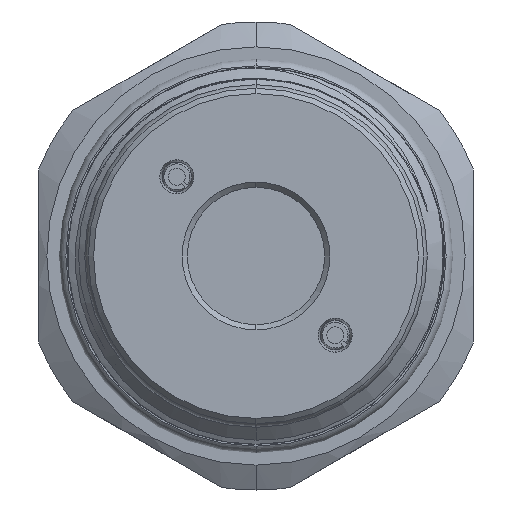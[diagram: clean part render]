
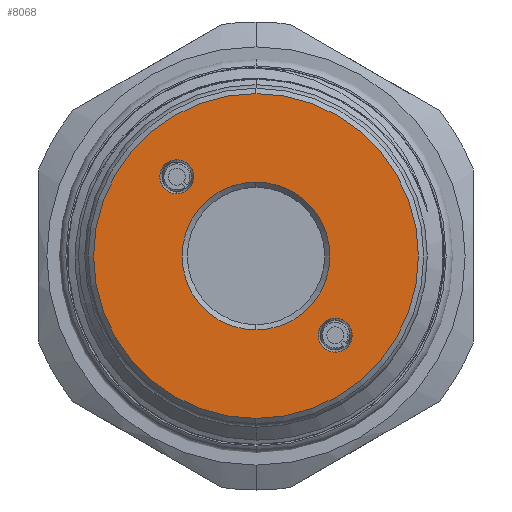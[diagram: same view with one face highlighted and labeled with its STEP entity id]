
A CAD part, left-side view. The second image highlights one B-rep face of the part: STEP entity #8068.
In plain terms, the highlighted planar face has unit normal (-1, 0, 0).
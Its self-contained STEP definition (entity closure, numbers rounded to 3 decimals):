
#308 = DIRECTION ( 'NONE',  ( 0., 0., -1. ) ) ;
#457 = VERTEX_POINT ( 'NONE', #12874 ) ;
#712 = DIRECTION ( 'NONE',  ( -1., 0., 0. ) ) ;
#765 = DIRECTION ( 'NONE',  ( -1., 0., 0. ) ) ;
#842 = AXIS2_PLACEMENT_3D ( 'NONE', #12462, #13956, #4821 ) ;
#1019 = VERTEX_POINT ( 'NONE', #13255 ) ;
#1109 = DIRECTION ( 'NONE',  ( -1., 0., 0. ) ) ;
#1370 = VERTEX_POINT ( 'NONE', #4530 ) ;
#1841 = DIRECTION ( 'NONE',  ( 0., 0., -1. ) ) ;
#1901 = CARTESIAN_POINT ( 'NONE',  ( -7.9, -7.495, -7.495 ) ) ;
#2201 = CARTESIAN_POINT ( 'NONE',  ( -7.9, 0., 0. ) ) ;
#2212 = CARTESIAN_POINT ( 'NONE',  ( -7.9, -7.495, -9.11 ) ) ;
#2460 = DIRECTION ( 'NONE',  ( 0., 0., -1. ) ) ;
#2583 = CARTESIAN_POINT ( 'NONE',  ( -7.9, 0., -7. ) ) ;
#3474 = VERTEX_POINT ( 'NONE', #17688 ) ;
#3541 = DIRECTION ( 'NONE',  ( 0., 0., 1. ) ) ;
#3657 = CARTESIAN_POINT ( 'NONE',  ( -7.9, 7.495, 5.881 ) ) ;
#3815 = DIRECTION ( 'NONE',  ( 0., 0., 1. ) ) ;
#3922 = FACE_BOUND ( 'NONE', #13832, .T. ) ;
#4097 = CIRCLE ( 'NONE', #17405, 1.614 ) ;
#4530 = CARTESIAN_POINT ( 'NONE',  ( -7.9, 7.495, 9.11 ) ) ;
#4746 = CIRCLE ( 'NONE', #13876, 1.614 ) ;
#4821 = DIRECTION ( 'NONE',  ( 0., 0., -1. ) ) ;
#4841 = FACE_BOUND ( 'NONE', #9590, .T. ) ;
#5061 = DIRECTION ( 'NONE',  ( -1., 0., 0. ) ) ;
#5686 = PLANE ( 'NONE',  #8312 ) ;
#5757 = CARTESIAN_POINT ( 'NONE',  ( -7.9, 0., 0. ) ) ;
#6269 = ORIENTED_EDGE ( 'NONE', *, *, #9458, .T. ) ;
#6650 = DIRECTION ( 'NONE',  ( 0., 0., -1. ) ) ;
#7037 = VERTEX_POINT ( 'NONE', #2212 ) ;
#7077 = DIRECTION ( 'NONE',  ( 0., 0., -1. ) ) ;
#7281 = DIRECTION ( 'NONE',  ( 1., 0., 0. ) ) ;
#7410 = VERTEX_POINT ( 'NONE', #2583 ) ;
#7516 = ORIENTED_EDGE ( 'NONE', *, *, #11874, .T. ) ;
#7657 = CARTESIAN_POINT ( 'NONE',  ( -7.9, 0., 0. ) ) ;
#7663 = CARTESIAN_POINT ( 'NONE',  ( -7.9, -7.495, -5.881 ) ) ;
#7855 = DIRECTION ( 'NONE',  ( -1., 0., 0. ) ) ;
#7974 = ORIENTED_EDGE ( 'NONE', *, *, #11741, .T. ) ;
#8068 = ADVANCED_FACE ( 'NONE', ( #4841, #9810, #3922, #17796 ), #5686, .F. ) ;
#8312 = AXIS2_PLACEMENT_3D ( 'NONE', #5757, #7281, #7077 ) ;
#8594 = AXIS2_PLACEMENT_3D ( 'NONE', #18924, #9936, #2460 ) ;
#8850 = VERTEX_POINT ( 'NONE', #3657 ) ;
#8879 = EDGE_LOOP ( 'NONE', ( #18600, #17396 ) ) ;
#8972 = ORIENTED_EDGE ( 'NONE', *, *, #10816, .F. ) ;
#9087 = CIRCLE ( 'NONE', #18142, 15.375 ) ;
#9458 = EDGE_CURVE ( 'NONE', #457, #3474, #9087, .T. ) ;
#9590 = EDGE_LOOP ( 'NONE', ( #7516, #7974 ) ) ;
#9810 = FACE_OUTER_BOUND ( 'NONE', #18040, .T. ) ;
#9869 = CARTESIAN_POINT ( 'NONE',  ( -7.9, 7.495, 7.495 ) ) ;
#9936 = DIRECTION ( 'NONE',  ( -1., 0., 0. ) ) ;
#9998 = EDGE_CURVE ( 'NONE', #1370, #8850, #10686, .T. ) ;
#10686 = CIRCLE ( 'NONE', #17524, 1.614 ) ;
#10759 = EDGE_CURVE ( 'NONE', #3474, #457, #13504, .T. ) ;
#10816 = EDGE_CURVE ( 'NONE', #8850, #1370, #4097, .T. ) ;
#10930 = EDGE_CURVE ( 'NONE', #7037, #13704, #18899, .T. ) ;
#11030 = CARTESIAN_POINT ( 'NONE',  ( -7.9, 7.495, 7.495 ) ) ;
#11741 = EDGE_CURVE ( 'NONE', #7410, #1019, #17948, .T. ) ;
#11808 = CIRCLE ( 'NONE', #842, 7. ) ;
#11874 = EDGE_CURVE ( 'NONE', #1019, #7410, #11808, .T. ) ;
#11998 = DIRECTION ( 'NONE',  ( 1., 0., 0. ) ) ;
#12451 = EDGE_CURVE ( 'NONE', #13704, #7037, #4746, .T. ) ;
#12462 = CARTESIAN_POINT ( 'NONE',  ( -7.9, 0., 0. ) ) ;
#12874 = CARTESIAN_POINT ( 'NONE',  ( -7.9, 0., 15.375 ) ) ;
#13255 = CARTESIAN_POINT ( 'NONE',  ( -7.9, 0., 7. ) ) ;
#13378 = AXIS2_PLACEMENT_3D ( 'NONE', #2201, #712, #18525 ) ;
#13504 = CIRCLE ( 'NONE', #13378, 15.375 ) ;
#13631 = AXIS2_PLACEMENT_3D ( 'NONE', #13642, #11998, #308 ) ;
#13642 = CARTESIAN_POINT ( 'NONE',  ( -7.9, 0., 0. ) ) ;
#13704 = VERTEX_POINT ( 'NONE', #7663 ) ;
#13832 = EDGE_LOOP ( 'NONE', ( #16901, #8972 ) ) ;
#13876 = AXIS2_PLACEMENT_3D ( 'NONE', #1901, #5061, #6650 ) ;
#13956 = DIRECTION ( 'NONE',  ( 1., 0., 0. ) ) ;
#16465 = ORIENTED_EDGE ( 'NONE', *, *, #10759, .T. ) ;
#16901 = ORIENTED_EDGE ( 'NONE', *, *, #9998, .F. ) ;
#17396 = ORIENTED_EDGE ( 'NONE', *, *, #12451, .F. ) ;
#17405 = AXIS2_PLACEMENT_3D ( 'NONE', #9869, #1109, #3815 ) ;
#17524 = AXIS2_PLACEMENT_3D ( 'NONE', #11030, #765, #3541 ) ;
#17688 = CARTESIAN_POINT ( 'NONE',  ( -7.9, 0., -15.375 ) ) ;
#17796 = FACE_BOUND ( 'NONE', #8879, .T. ) ;
#17948 = CIRCLE ( 'NONE', #13631, 7. ) ;
#18040 = EDGE_LOOP ( 'NONE', ( #16465, #6269 ) ) ;
#18142 = AXIS2_PLACEMENT_3D ( 'NONE', #7657, #7855, #1841 ) ;
#18525 = DIRECTION ( 'NONE',  ( 0., 0., -1. ) ) ;
#18600 = ORIENTED_EDGE ( 'NONE', *, *, #10930, .F. ) ;
#18899 = CIRCLE ( 'NONE', #8594, 1.614 ) ;
#18924 = CARTESIAN_POINT ( 'NONE',  ( -7.9, -7.495, -7.495 ) ) ;
